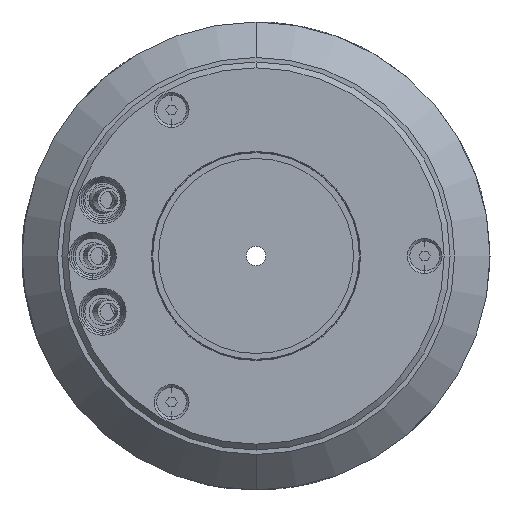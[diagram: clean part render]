
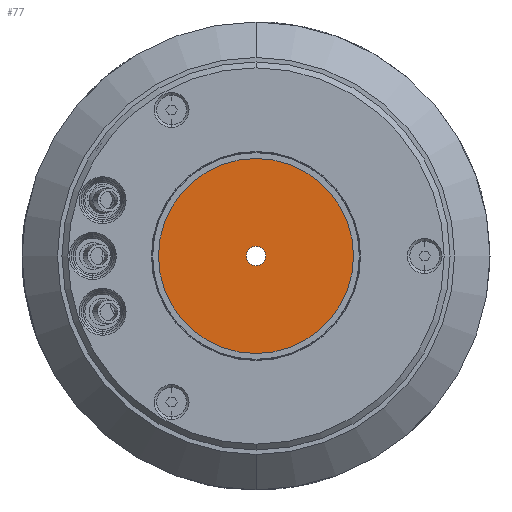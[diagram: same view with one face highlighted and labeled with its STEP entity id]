
A CAD part, left-side view. The second image highlights one B-rep face of the part: STEP entity #77.
In plain terms, the highlighted planar face has unit normal (-1, 0, 0).
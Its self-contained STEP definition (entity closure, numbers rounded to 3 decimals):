
#77 = ADVANCED_FACE ( 'NONE', ( #21143, #21462 ), #24136, .F. ) ;
#981 = AXIS2_PLACEMENT_3D ( 'NONE', #2918, #2914, #2911 ) ;
#1004 = AXIS2_PLACEMENT_3D ( 'NONE', #2899, #2902, #2930 ) ;
#1129 = AXIS2_PLACEMENT_3D ( 'NONE', #16215, #16264, #16269 ) ;
#1142 = AXIS2_PLACEMENT_3D ( 'NONE', #16343, #16691, #16742 ) ;
#2003 = EDGE_CURVE ( 'NONE', #14974, #12015, #20015, .T. ) ;
#2035 = EDGE_CURVE ( 'NONE', #12015, #14974, #20054, .T. ) ;
#2899 = CARTESIAN_POINT ( 'NONE',  ( -304.5, 0., 0. ) ) ;
#2902 = DIRECTION ( 'NONE',  ( -1., 0., 0. ) ) ;
#2911 = DIRECTION ( 'NONE',  ( 0., -1., 0. ) ) ;
#2914 = DIRECTION ( 'NONE',  ( -1., 0., 0. ) ) ;
#2918 = CARTESIAN_POINT ( 'NONE',  ( -304.5, 0., 0. ) ) ;
#2930 = DIRECTION ( 'NONE',  ( 0., -1., 0. ) ) ;
#4917 = CARTESIAN_POINT ( 'NONE',  ( -304.5, 25., 0. ) ) ;
#4937 = CARTESIAN_POINT ( 'NONE',  ( -304.5, -2.5, 0. ) ) ;
#4938 = CARTESIAN_POINT ( 'NONE',  ( -304.5, -25., 0. ) ) ;
#5442 = AXIS2_PLACEMENT_3D ( 'NONE', #24132, #24121, #24124 ) ;
#5744 = EDGE_CURVE ( 'NONE', #14978, #14957, #25429, .T. ) ;
#5751 = EDGE_CURVE ( 'NONE', #14957, #14978, #25528, .T. ) ;
#11880 = EDGE_LOOP ( 'NONE', ( #14194, #14195 ) ) ;
#12015 = VERTEX_POINT ( 'NONE', #17232 ) ;
#13562 = EDGE_LOOP ( 'NONE', ( #14210, #14208 ) ) ;
#14194 = ORIENTED_EDGE ( 'NONE', *, *, #5744, .T. ) ;
#14195 = ORIENTED_EDGE ( 'NONE', *, *, #5751, .T. ) ;
#14208 = ORIENTED_EDGE ( 'NONE', *, *, #2003, .T. ) ;
#14210 = ORIENTED_EDGE ( 'NONE', *, *, #2035, .T. ) ;
#14957 = VERTEX_POINT ( 'NONE', #4917 ) ;
#14974 = VERTEX_POINT ( 'NONE', #4937 ) ;
#14978 = VERTEX_POINT ( 'NONE', #4938 ) ;
#16215 = CARTESIAN_POINT ( 'NONE',  ( -304.5, 0., 0. ) ) ;
#16264 = DIRECTION ( 'NONE',  ( 1., 0., 0. ) ) ;
#16269 = DIRECTION ( 'NONE',  ( 0., 1., 0. ) ) ;
#16343 = CARTESIAN_POINT ( 'NONE',  ( -304.5, 0., 0. ) ) ;
#16691 = DIRECTION ( 'NONE',  ( 1., 0., 0. ) ) ;
#16742 = DIRECTION ( 'NONE',  ( 0., 1., 0. ) ) ;
#17232 = CARTESIAN_POINT ( 'NONE',  ( -304.5, 2.5, 0. ) ) ;
#20015 = CIRCLE ( 'NONE', #1129, 2.5 ) ;
#20054 = CIRCLE ( 'NONE', #1142, 2.5 ) ;
#21143 = FACE_BOUND ( 'NONE', #13562, .T. ) ;
#21462 = FACE_OUTER_BOUND ( 'NONE', #11880, .T. ) ;
#24121 = DIRECTION ( 'NONE',  ( 1., 0., 0. ) ) ;
#24124 = DIRECTION ( 'NONE',  ( 0., 1., 0. ) ) ;
#24132 = CARTESIAN_POINT ( 'NONE',  ( -304.5, 25., 0. ) ) ;
#24136 = PLANE ( 'NONE',  #5442 ) ;
#25429 = CIRCLE ( 'NONE', #1004, 25. ) ;
#25528 = CIRCLE ( 'NONE', #981, 25. ) ;
